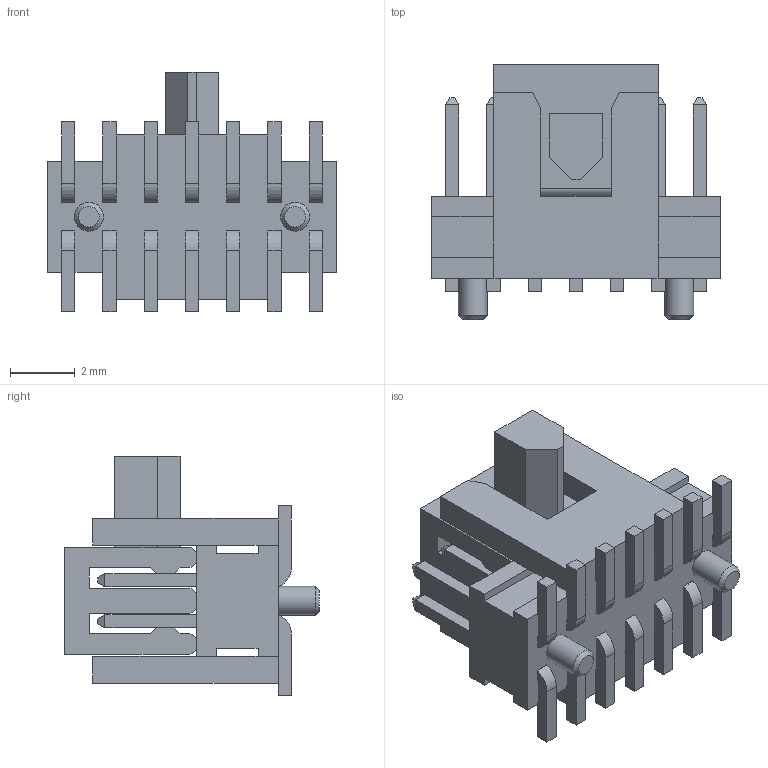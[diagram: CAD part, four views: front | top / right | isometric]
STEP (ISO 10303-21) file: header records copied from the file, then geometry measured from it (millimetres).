
FILE_DESCRIPTION(/* description */ ('STEP AP214'),/* implementation_level */ '2;1');
FILE_NAME(/* name */ 'FTSH-107-01-L-DV-K-A-P',/* time_stamp */ '2025-07-26T04:13:07+02:00',/* author */ ('License CC BY-ND 4.0'),/* organization */ ('CADENAS'),/* preprocessor_version */ 'ST-DEVELOPER v19.3',/* originating_system */ 'PARTsolutions',/* authorisation */ ' ');
FILE_SCHEMA (('AUTOMOTIVE_DESIGN {1 0 10303 214 3 1 1}'));
Length unit declared in the file: inch
Products named in the file (5): FTSH-107-01-L-DV-K-A-P; FTSH-107-01-L-DV-K-A-P_body; FTSH-107-01-L-DV-K-A-P_pins1; FTSH-107-01-L-DV-K-A-P_pins2; FTSH-107-01-L-DV-K-A-P_pp_pad
Assembly tree (4 placements, depth 2):
  FTSH-107-01-L-DV-K-A-P
    FTSH-107-01-L-DV-K-A-P_body
    FTSH-107-01-L-DV-K-A-P_pins1
    FTSH-107-01-L-DV-K-A-P_pins2
    FTSH-107-01-L-DV-K-A-P_pp_pad
Bounding box: 8.89 x 7.85 x 7.37 mm (x, y, z)
Volume: 199.6 mm3; surface area: 704.3 mm2
Topology: 4 solids, 4 shells, 373 faces, 1012 edges, 652 vertices
Faces by surface type: plane 349, cylinder 22, cone 2
Full cylindrical faces by diameter (mm): 0.889 x2
Entity records: 11581 total; most frequent: CARTESIAN_POINT 2034, ORIENTED_EDGE 2012, DIRECTION 1808, EDGE_CURVE 1006, LINE 960, VECTOR 960, VERTEX_POINT 650, AXIS2_PLACEMENT_3D 424
